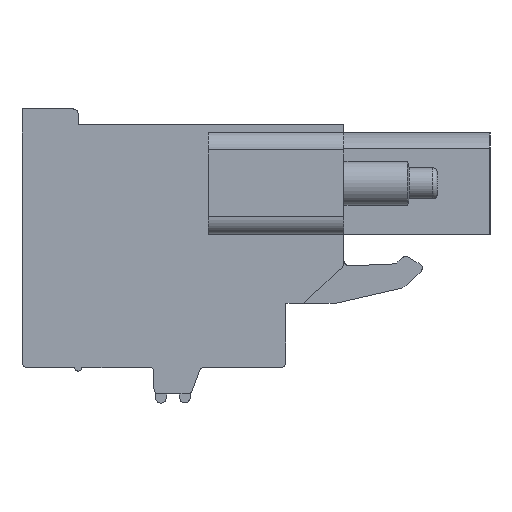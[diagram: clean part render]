
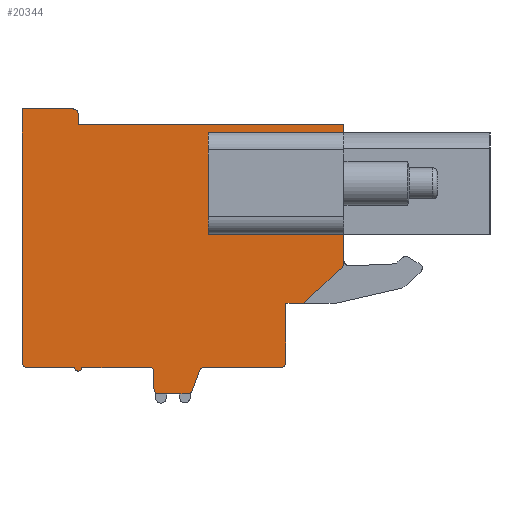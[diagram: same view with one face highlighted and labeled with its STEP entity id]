
A CAD part, left-side view. The second image highlights one B-rep face of the part: STEP entity #20344.
In plain terms, the highlighted planar face has unit normal (-1, 0, 0).
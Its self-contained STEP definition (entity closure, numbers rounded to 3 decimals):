
#3554=DIRECTION('',(0.,1.,0.));
#3555=VECTOR('',#3554,6.1);
#3556=CARTESIAN_POINT('',(-92.06,-4.06,0.73));
#3557=LINE('',#3556,#3555);
#3558=DIRECTION('',(0.,1.,0.));
#3559=VECTOR('',#3558,6.1);
#3560=CARTESIAN_POINT('',(-92.06,-4.06,6.53));
#3561=LINE('',#3560,#3559);
#3562=DIRECTION('',(0.,0.,-1.));
#3563=VECTOR('',#3562,7.87);
#3564=CARTESIAN_POINT('',(-92.06,-5.66,6.96));
#3565=LINE('',#3564,#3563);
#3566=CARTESIAN_POINT('',(-92.06,-5.36,-0.91));
#3567=DIRECTION('',(1.,0.,0.));
#3568=DIRECTION('',(0.,-1.,0.));
#3569=AXIS2_PLACEMENT_3D('',#3566,#3567,#3568);
#3571=DIRECTION('',(0.,0.731,-0.683));
#3572=VECTOR('',#3571,3.018);
#3573=CARTESIAN_POINT('',(-92.06,-5.565,-1.129));
#3574=LINE('',#3573,#3572);
#3575=DIRECTION('',(0.,1.,0.));
#3576=VECTOR('',#3575,1.);
#3577=CARTESIAN_POINT('',(-92.06,-3.36,-3.19));
#3578=LINE('',#3577,#3576);
#3579=DIRECTION('',(0.,0.,-1.));
#3580=VECTOR('',#3579,3.35);
#3581=CARTESIAN_POINT('',(-92.06,-2.36,-3.19));
#3582=LINE('',#3581,#3580);
#3583=CARTESIAN_POINT('',(-92.06,-2.06,-6.54));
#3584=DIRECTION('',(1.,0.,0.));
#3585=DIRECTION('',(0.,-1.,0.));
#3586=AXIS2_PLACEMENT_3D('',#3583,#3584,#3585);
#3588=DIRECTION('',(0.,1.,0.));
#3589=VECTOR('',#3588,4.34);
#3590=CARTESIAN_POINT('',(-92.06,-2.06,-6.84));
#3591=LINE('',#3590,#3589);
#3592=CARTESIAN_POINT('',(-92.06,2.28,-7.14));
#3593=DIRECTION('',(-1.,0.,0.));
#3594=DIRECTION('',(0.,0.,1.));
#3595=AXIS2_PLACEMENT_3D('',#3592,#3593,#3594);
#3597=DIRECTION('',(0.,0.345,-0.939));
#3598=VECTOR('',#3597,1.179);
#3599=CARTESIAN_POINT('',(-92.06,2.562,-7.037));
#3600=LINE('',#3599,#3598);
#3601=CARTESIAN_POINT('',(-92.06,3.25,-8.04));
#3602=DIRECTION('',(1.,0.,0.));
#3603=DIRECTION('',(0.,-0.939,-0.345));
#3604=AXIS2_PLACEMENT_3D('',#3601,#3602,#3603);
#3606=DIRECTION('',(0.,1.,0.));
#3607=VECTOR('',#3606,1.59);
#3608=CARTESIAN_POINT('',(-92.06,3.25,-8.34));
#3609=LINE('',#3608,#3607);
#3610=CARTESIAN_POINT('',(-92.06,4.84,-8.04));
#3611=DIRECTION('',(1.,0.,0.));
#3612=DIRECTION('',(0.,0.,-1.));
#3613=AXIS2_PLACEMENT_3D('',#3610,#3611,#3612);
#3615=DIRECTION('',(0.,0.,1.));
#3616=VECTOR('',#3615,1.);
#3617=CARTESIAN_POINT('',(-92.06,5.14,-8.04));
#3618=LINE('',#3617,#3616);
#3619=CARTESIAN_POINT('',(-92.06,5.34,-7.04));
#3620=DIRECTION('',(-1.,0.,0.));
#3621=DIRECTION('',(0.,-1.,0.));
#3622=AXIS2_PLACEMENT_3D('',#3619,#3620,#3621);
#3624=DIRECTION('',(0.,1.,0.));
#3625=VECTOR('',#3624,3.9);
#3626=CARTESIAN_POINT('',(-92.06,5.34,-6.84));
#3627=LINE('',#3626,#3625);
#3628=CARTESIAN_POINT('',(-92.06,9.44,-6.84));
#3629=DIRECTION('',(1.,0.,0.));
#3630=DIRECTION('',(0.,-1.,0.));
#3631=AXIS2_PLACEMENT_3D('',#3628,#3629,#3630);
#3633=DIRECTION('',(0.,1.,0.));
#3634=VECTOR('',#3633,2.7);
#3635=CARTESIAN_POINT('',(-92.06,9.64,-6.84));
#3636=LINE('',#3635,#3634);
#3637=CARTESIAN_POINT('',(-92.06,12.34,-6.54));
#3638=DIRECTION('',(1.,0.,0.));
#3639=DIRECTION('',(0.,0.,-1.));
#3640=AXIS2_PLACEMENT_3D('',#3637,#3638,#3639);
#3642=DIRECTION('',(0.,0.,1.));
#3643=VECTOR('',#3642,14.4);
#3644=CARTESIAN_POINT('',(-92.06,12.64,-6.54));
#3645=LINE('',#3644,#3643);
#3646=DIRECTION('',(0.,-1.,0.));
#3647=VECTOR('',#3646,2.9);
#3648=CARTESIAN_POINT('',(-92.06,12.64,7.86));
#3649=LINE('',#3648,#3647);
#3650=CARTESIAN_POINT('',(-92.06,9.74,7.56));
#3651=DIRECTION('',(1.,0.,0.));
#3652=DIRECTION('',(0.,0.,1.));
#3653=AXIS2_PLACEMENT_3D('',#3650,#3651,#3652);
#3655=DIRECTION('',(0.,0.,-1.));
#3656=VECTOR('',#3655,0.6);
#3657=CARTESIAN_POINT('',(-92.06,9.44,7.56));
#3658=LINE('',#3657,#3656);
#3659=DIRECTION('',(0.,-1.,0.));
#3660=VECTOR('',#3659,15.1);
#3661=CARTESIAN_POINT('',(-92.06,9.44,6.96));
#3662=LINE('',#3661,#3660);
#3714=DIRECTION('',(0.,0.,1.));
#3715=VECTOR('',#3714,5.8);
#3716=CARTESIAN_POINT('',(-92.06,2.04,0.73));
#3717=LINE('',#3716,#3715);
#3819=DIRECTION('',(0.,0.,1.));
#3820=VECTOR('',#3819,5.8);
#3821=CARTESIAN_POINT('',(-92.06,-4.06,0.73));
#3822=LINE('',#3821,#3820);
#11681=CARTESIAN_POINT('',(-92.06,9.44,6.96));
#11682=CARTESIAN_POINT('',(-92.06,-5.66,6.96));
#11683=VERTEX_POINT('',#11681);
#11684=VERTEX_POINT('',#11682);
#11685=CARTESIAN_POINT('',(-92.06,-5.66,-0.91));
#11686=CARTESIAN_POINT('',(-92.06,-5.565,-1.129));
#11687=VERTEX_POINT('',#11685);
#11688=VERTEX_POINT('',#11686);
#11689=CARTESIAN_POINT('',(-92.06,-3.36,-3.19));
#11690=VERTEX_POINT('',#11689);
#11691=CARTESIAN_POINT('',(-92.06,-2.36,-3.19));
#11692=VERTEX_POINT('',#11691);
#11693=CARTESIAN_POINT('',(-92.06,-2.36,-6.54));
#11694=VERTEX_POINT('',#11693);
#11695=CARTESIAN_POINT('',(-92.06,-2.06,-6.84));
#11696=VERTEX_POINT('',#11695);
#11697=CARTESIAN_POINT('',(-92.06,2.28,-6.84));
#11698=VERTEX_POINT('',#11697);
#11699=CARTESIAN_POINT('',(-92.06,2.562,-7.037));
#11700=VERTEX_POINT('',#11699);
#11701=CARTESIAN_POINT('',(-92.06,2.968,-8.143));
#11702=VERTEX_POINT('',#11701);
#11703=CARTESIAN_POINT('',(-92.06,3.25,-8.34));
#11704=VERTEX_POINT('',#11703);
#11705=CARTESIAN_POINT('',(-92.06,4.84,-8.34));
#11706=VERTEX_POINT('',#11705);
#11707=CARTESIAN_POINT('',(-92.06,5.14,-8.04));
#11708=VERTEX_POINT('',#11707);
#11709=CARTESIAN_POINT('',(-92.06,5.14,-7.04));
#11710=VERTEX_POINT('',#11709);
#11711=CARTESIAN_POINT('',(-92.06,5.34,-6.84));
#11712=VERTEX_POINT('',#11711);
#11713=CARTESIAN_POINT('',(-92.06,9.24,-6.84));
#11714=VERTEX_POINT('',#11713);
#11715=CARTESIAN_POINT('',(-92.06,9.64,-6.84));
#11716=VERTEX_POINT('',#11715);
#11717=CARTESIAN_POINT('',(-92.06,12.34,-6.84));
#11718=VERTEX_POINT('',#11717);
#11719=CARTESIAN_POINT('',(-92.06,12.64,-6.54));
#11720=VERTEX_POINT('',#11719);
#11721=CARTESIAN_POINT('',(-92.06,12.64,7.86));
#11722=VERTEX_POINT('',#11721);
#11723=CARTESIAN_POINT('',(-92.06,9.74,7.86));
#11724=VERTEX_POINT('',#11723);
#11725=CARTESIAN_POINT('',(-92.06,9.44,7.56));
#11726=VERTEX_POINT('',#11725);
#15131=CARTESIAN_POINT('',(-92.06,2.04,0.73));
#15132=CARTESIAN_POINT('',(-92.06,2.04,6.53));
#15133=VERTEX_POINT('',#15131);
#15134=VERTEX_POINT('',#15132);
#15167=CARTESIAN_POINT('',(-92.06,-4.06,0.73));
#15168=CARTESIAN_POINT('',(-92.06,-4.06,6.53));
#15169=VERTEX_POINT('',#15167);
#15170=VERTEX_POINT('',#15168);
#20282=CARTESIAN_POINT('',(-92.06,0.,0.));
#20283=DIRECTION('',(1.,0.,0.));
#20284=DIRECTION('',(0.,-1.,0.));
#20285=AXIS2_PLACEMENT_3D('',#20282,#20283,#20284);
#20286=PLANE('',#20285);
#20287=ORIENTED_EDGE('',*,*,#15419,.T.);
#20289=ORIENTED_EDGE('',*,*,#20288,.T.);
#20291=ORIENTED_EDGE('',*,*,#20290,.T.);
#20293=ORIENTED_EDGE('',*,*,#20292,.T.);
#20295=ORIENTED_EDGE('',*,*,#20294,.T.);
#20297=ORIENTED_EDGE('',*,*,#20296,.T.);
#20299=ORIENTED_EDGE('',*,*,#20298,.T.);
#20301=ORIENTED_EDGE('',*,*,#20300,.T.);
#20303=ORIENTED_EDGE('',*,*,#20302,.T.);
#20305=ORIENTED_EDGE('',*,*,#20304,.T.);
#20307=ORIENTED_EDGE('',*,*,#20306,.T.);
#20309=ORIENTED_EDGE('',*,*,#20308,.T.);
#20311=ORIENTED_EDGE('',*,*,#20310,.T.);
#20313=ORIENTED_EDGE('',*,*,#20312,.T.);
#20315=ORIENTED_EDGE('',*,*,#20314,.T.);
#20317=ORIENTED_EDGE('',*,*,#20316,.T.);
#20319=ORIENTED_EDGE('',*,*,#20318,.T.);
#20321=ORIENTED_EDGE('',*,*,#20320,.T.);
#20323=ORIENTED_EDGE('',*,*,#20322,.T.);
#20325=ORIENTED_EDGE('',*,*,#20324,.T.);
#20327=ORIENTED_EDGE('',*,*,#20326,.T.);
#20329=ORIENTED_EDGE('',*,*,#20328,.T.);
#20331=ORIENTED_EDGE('',*,*,#20330,.T.);
#20332=EDGE_LOOP('',(#20287,#20289,#20291,#20293,#20295,#20297,#20299,#20301,
#20303,#20305,#20307,#20309,#20311,#20313,#20315,#20317,#20319,#20321,#20323,
#20325,#20327,#20329,#20331));
#20333=FACE_OUTER_BOUND('',#20332,.F.);
#20335=ORIENTED_EDGE('',*,*,#20334,.F.);
#20337=ORIENTED_EDGE('',*,*,#20336,.T.);
#20339=ORIENTED_EDGE('',*,*,#20338,.T.);
#20341=ORIENTED_EDGE('',*,*,#20340,.F.);
#20342=EDGE_LOOP('',(#20335,#20337,#20339,#20341));
#20343=FACE_BOUND('',#20342,.F.);
#20344=ADVANCED_FACE('',(#20333,#20343),#20286,.F.);
#3570=CIRCLE('',#3569,0.3);
#3587=CIRCLE('',#3586,0.3);
#3596=CIRCLE('',#3595,0.3);
#3605=CIRCLE('',#3604,0.3);
#3614=CIRCLE('',#3613,0.3);
#3623=CIRCLE('',#3622,0.2);
#3632=CIRCLE('',#3631,0.2);
#3641=CIRCLE('',#3640,0.3);
#3654=CIRCLE('',#3653,0.3);
#15419=EDGE_CURVE('',#11684,#11687,#3565,.T.);
#20288=EDGE_CURVE('',#11687,#11688,#3570,.T.);
#20290=EDGE_CURVE('',#11688,#11690,#3574,.T.);
#20292=EDGE_CURVE('',#11690,#11692,#3578,.T.);
#20294=EDGE_CURVE('',#11692,#11694,#3582,.T.);
#20296=EDGE_CURVE('',#11694,#11696,#3587,.T.);
#20298=EDGE_CURVE('',#11696,#11698,#3591,.T.);
#20300=EDGE_CURVE('',#11698,#11700,#3596,.T.);
#20302=EDGE_CURVE('',#11700,#11702,#3600,.T.);
#20304=EDGE_CURVE('',#11702,#11704,#3605,.T.);
#20306=EDGE_CURVE('',#11704,#11706,#3609,.T.);
#20308=EDGE_CURVE('',#11706,#11708,#3614,.T.);
#20310=EDGE_CURVE('',#11708,#11710,#3618,.T.);
#20312=EDGE_CURVE('',#11710,#11712,#3623,.T.);
#20314=EDGE_CURVE('',#11712,#11714,#3627,.T.);
#20316=EDGE_CURVE('',#11714,#11716,#3632,.T.);
#20318=EDGE_CURVE('',#11716,#11718,#3636,.T.);
#20320=EDGE_CURVE('',#11718,#11720,#3641,.T.);
#20322=EDGE_CURVE('',#11720,#11722,#3645,.T.);
#20324=EDGE_CURVE('',#11722,#11724,#3649,.T.);
#20326=EDGE_CURVE('',#11724,#11726,#3654,.T.);
#20328=EDGE_CURVE('',#11726,#11683,#3658,.T.);
#20330=EDGE_CURVE('',#11683,#11684,#3662,.T.);
#20334=EDGE_CURVE('',#15169,#15133,#3557,.T.);
#20336=EDGE_CURVE('',#15169,#15170,#3822,.T.);
#20338=EDGE_CURVE('',#15170,#15134,#3561,.T.);
#20340=EDGE_CURVE('',#15133,#15134,#3717,.T.);
